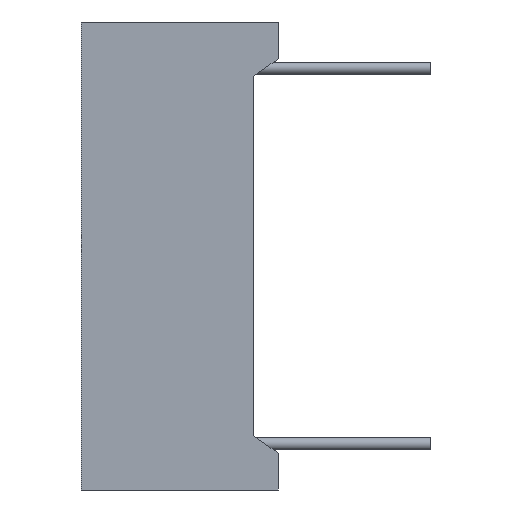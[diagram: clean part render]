
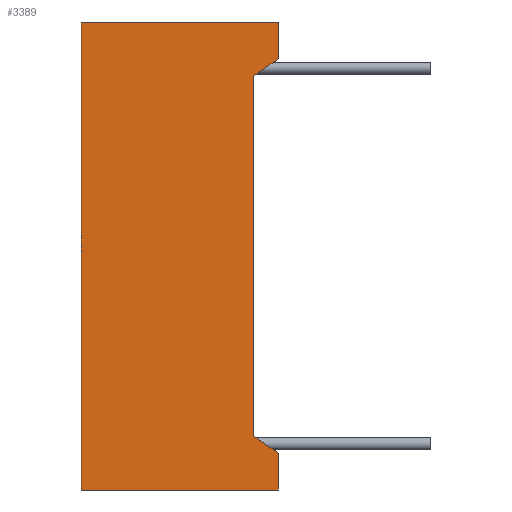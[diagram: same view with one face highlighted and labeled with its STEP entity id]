
A CAD part, left-side view. The second image highlights one B-rep face of the part: STEP entity #3389.
In plain terms, the highlighted planar face has unit normal (-1, 0, 0).
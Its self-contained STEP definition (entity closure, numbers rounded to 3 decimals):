
#168 = LINE ( 'NONE', #3594, #940 ) ;
#256 = DIRECTION ( 'NONE',  ( 0., 0., -1. ) ) ;
#273 = ORIENTED_EDGE ( 'NONE', *, *, #7612, .T. ) ;
#314 = CARTESIAN_POINT ( 'NONE',  ( -25.2, 1., -9.5 ) ) ;
#344 = CARTESIAN_POINT ( 'NONE',  ( -25.2, 8., -9.5 ) ) ;
#601 = VERTEX_POINT ( 'NONE', #8224 ) ;
#680 = DIRECTION ( 'NONE',  ( 0., 0., -1. ) ) ;
#940 = VECTOR ( 'NONE', #9731, 1000. ) ;
#981 = CARTESIAN_POINT ( 'NONE',  ( -25.2, 0., -9.5 ) ) ;
#1212 = LINE ( 'NONE', #1270, #3175 ) ;
#1217 = DIRECTION ( 'NONE',  ( 0., -1., 0. ) ) ;
#1270 = CARTESIAN_POINT ( 'NONE',  ( -25.2, 0., 8. ) ) ;
#1366 = CARTESIAN_POINT ( 'NONE',  ( -25.2, 0., -8. ) ) ;
#1406 = EDGE_CURVE ( 'NONE', #3540, #8439, #2197, .T. ) ;
#1991 = CARTESIAN_POINT ( 'NONE',  ( -25.2, 1., 7.3 ) ) ;
#2197 = LINE ( 'NONE', #344, #6926 ) ;
#2566 = DIRECTION ( 'NONE',  ( 0., -1., 0. ) ) ;
#2998 = EDGE_LOOP ( 'NONE', ( #5074, #10743, #7339, #8822, #8804, #5132, #273, #5653 ) ) ;
#3009 = EDGE_CURVE ( 'NONE', #5498, #10839, #1212, .T. ) ;
#3175 = VECTOR ( 'NONE', #4698, 1000. ) ;
#3266 = VERTEX_POINT ( 'NONE', #4626 ) ;
#3368 = PLANE ( 'NONE',  #10705 ) ;
#3389 = ADVANCED_FACE ( 'NONE', ( #7649 ), #3368, .F. ) ;
#3460 = LINE ( 'NONE', #5994, #6875 ) ;
#3540 = VERTEX_POINT ( 'NONE', #6182 ) ;
#3541 = DIRECTION ( 'NONE',  ( 0., 0., 1. ) ) ;
#3594 = CARTESIAN_POINT ( 'NONE',  ( -25.2, 4.663, -4.735 ) ) ;
#3660 = LINE ( 'NONE', #5227, #3959 ) ;
#3959 = VECTOR ( 'NONE', #3541, 1000. ) ;
#4093 = CARTESIAN_POINT ( 'NONE',  ( -25.2, 0., -9.5 ) ) ;
#4168 = VECTOR ( 'NONE', #7955, 1000. ) ;
#4317 = VERTEX_POINT ( 'NONE', #1366 ) ;
#4626 = CARTESIAN_POINT ( 'NONE',  ( -25.2, 1., -7.3 ) ) ;
#4698 = DIRECTION ( 'NONE',  ( 0., -0.819, 0.574 ) ) ;
#5004 = CARTESIAN_POINT ( 'NONE',  ( -25.2, 8., -9.5 ) ) ;
#5074 = ORIENTED_EDGE ( 'NONE', *, *, #9029, .F. ) ;
#5132 = ORIENTED_EDGE ( 'NONE', *, *, #1406, .F. ) ;
#5227 = CARTESIAN_POINT ( 'NONE',  ( -25.2, 0., -9.5 ) ) ;
#5481 = CARTESIAN_POINT ( 'NONE',  ( -25.2, 8., 9.5 ) ) ;
#5498 = VERTEX_POINT ( 'NONE', #1991 ) ;
#5653 = ORIENTED_EDGE ( 'NONE', *, *, #10041, .T. ) ;
#5836 = DIRECTION ( 'NONE',  ( 1., 0., 0. ) ) ;
#5994 = CARTESIAN_POINT ( 'NONE',  ( -25.2, 8., -9.5 ) ) ;
#6182 = CARTESIAN_POINT ( 'NONE',  ( -25.2, 8., -9.5 ) ) ;
#6248 = DIRECTION ( 'NONE',  ( 0., 0., 1. ) ) ;
#6288 = VECTOR ( 'NONE', #1217, 1000. ) ;
#6457 = EDGE_CURVE ( 'NONE', #8439, #601, #10526, .T. ) ;
#6874 = VECTOR ( 'NONE', #256, 1000. ) ;
#6875 = VECTOR ( 'NONE', #2566, 1000. ) ;
#6926 = VECTOR ( 'NONE', #6248, 1000. ) ;
#7339 = ORIENTED_EDGE ( 'NONE', *, *, #3009, .T. ) ;
#7612 = EDGE_CURVE ( 'NONE', #3540, #9364, #3460, .T. ) ;
#7649 = FACE_OUTER_BOUND ( 'NONE', #2998, .T. ) ;
#7955 = DIRECTION ( 'NONE',  ( 0., 0., 1. ) ) ;
#8224 = CARTESIAN_POINT ( 'NONE',  ( -25.2, 0., 9.5 ) ) ;
#8231 = CARTESIAN_POINT ( 'NONE',  ( -25.2, 8., 9.5 ) ) ;
#8439 = VERTEX_POINT ( 'NONE', #8231 ) ;
#8684 = LINE ( 'NONE', #314, #6874 ) ;
#8745 = LINE ( 'NONE', #981, #4168 ) ;
#8756 = EDGE_CURVE ( 'NONE', #5498, #3266, #8684, .T. ) ;
#8758 = EDGE_CURVE ( 'NONE', #10839, #601, #8745, .T. ) ;
#8804 = ORIENTED_EDGE ( 'NONE', *, *, #6457, .F. ) ;
#8822 = ORIENTED_EDGE ( 'NONE', *, *, #8758, .T. ) ;
#9029 = EDGE_CURVE ( 'NONE', #3266, #4317, #168, .T. ) ;
#9364 = VERTEX_POINT ( 'NONE', #4093 ) ;
#9591 = CARTESIAN_POINT ( 'NONE',  ( -25.2, 0., 8. ) ) ;
#9731 = DIRECTION ( 'NONE',  ( 0., -0.819, -0.574 ) ) ;
#10041 = EDGE_CURVE ( 'NONE', #9364, #4317, #3660, .T. ) ;
#10526 = LINE ( 'NONE', #5481, #6288 ) ;
#10705 = AXIS2_PLACEMENT_3D ( 'NONE', #5004, #5836, #680 ) ;
#10743 = ORIENTED_EDGE ( 'NONE', *, *, #8756, .F. ) ;
#10839 = VERTEX_POINT ( 'NONE', #9591 ) ;
